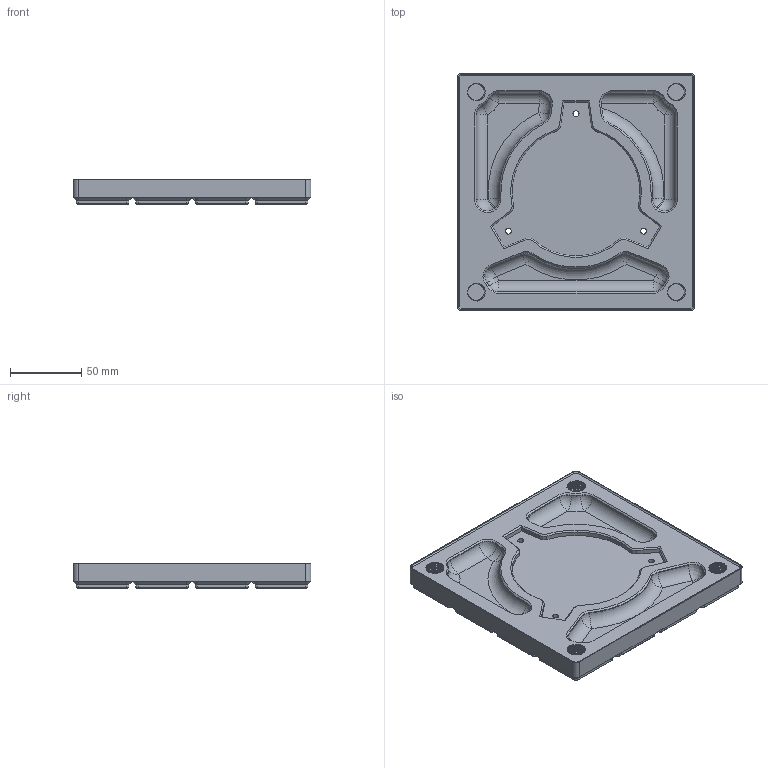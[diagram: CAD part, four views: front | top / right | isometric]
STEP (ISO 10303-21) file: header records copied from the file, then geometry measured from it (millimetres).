
FILE_DESCRIPTION(/* description */ (''),/* implementation_level */ '2;1');
FILE_NAME(/* name */ 'gridfinity_panavise_base__Panavise_Gridfinity_base_4x4x2_Panavise_Gridfinity_base_4x4x2.step',/* time_stamp */ '2025-08-21T10:29:42-04:00',/* author */ (''),/* organization */ (''),/* preprocessor_version */ 'ST-DEVELOPER v20.1',/* originating_system */ 'Autodesk Translation Framework v14.10.0.0',/* authorisation */ '');
FILE_SCHEMA (('AUTOMOTIVE_DESIGN { 1 0 10303 214 3 1 1 }'));
Products named in the file (1): Panavise Gridfinity base 4x4x2
Bounding box: 167.5 x 167.5 x 17.8 mm (x, y, z)
Volume: 348845.8 mm3; surface area: 84921.3 mm2
Topology: 1 solids, 1 shells, 801 faces, 1718 edges, 990 vertices
Faces by surface type: plane 358, cylinder 230, cone 166, bspline 26, sphere 14, torus 7
Full cylindrical faces by diameter (mm): 4.234 x3, 6 x3, 6.5 x64, 13.157 x40
Entity records: 43103 total; most frequent: CARTESIAN_POINT 25951, DIRECTION 3631, ORIENTED_EDGE 3432, EDGE_CURVE 1716, AXIS2_PLACEMENT_3D 1339, VERTEX_POINT 990, LINE 953, VECTOR 953
